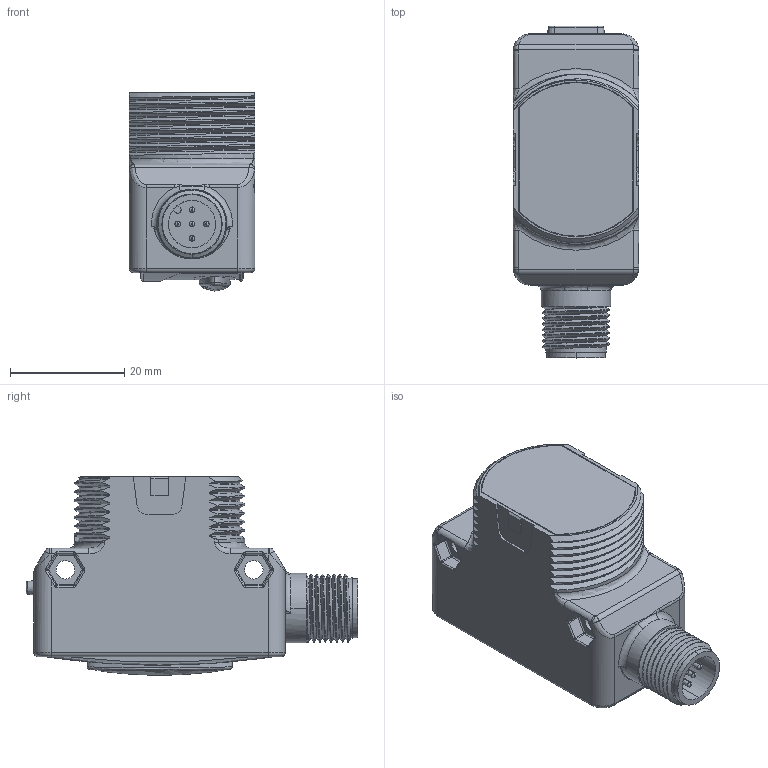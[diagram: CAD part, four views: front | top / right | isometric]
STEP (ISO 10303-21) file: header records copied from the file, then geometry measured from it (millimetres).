
FILE_DESCRIPTION((''),'2;1');
FILE_NAME('140593_SW','2008-06-02T',('banengservice'),('BANNER ENGINEERING'),'PRO/ENGINEER BY PARAMETRIC TECHNOLOGY CORPORATION, 2006170','PRO/ENGINEER BY PARAMETRIC TECHNOLOGY CORPORATION, 2006170','');
FILE_SCHEMA(('CONFIG_CONTROL_DESIGN'));
Length unit declared in the file: inch
Products named in the file (1): 140593_SW
Bounding box: 22 x 58.13 x 34.75 mm (x, y, z)
Volume: 26098.9 mm3; surface area: 8827.6 mm2
Topology: 1 solids, 1 shells, 517 faces, 1254 edges, 749 vertices
Faces by surface type: cylinder 207, plane 116, bspline 105, torus 48, sphere 32, cone 7, extrusion 2
Entity records: 24654 total; most frequent: CARTESIAN_POINT 13291, ORIENTED_EDGE 2504, DIRECTION 2161, EDGE_CURVE 1252, AXIS2_PLACEMENT_3D 824, VERTEX_POINT 749, EDGE_LOOP 537, FACE_OUTER_BOUND 517
